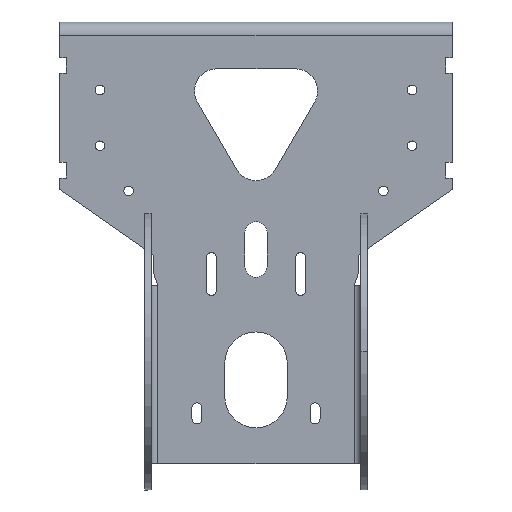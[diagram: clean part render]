
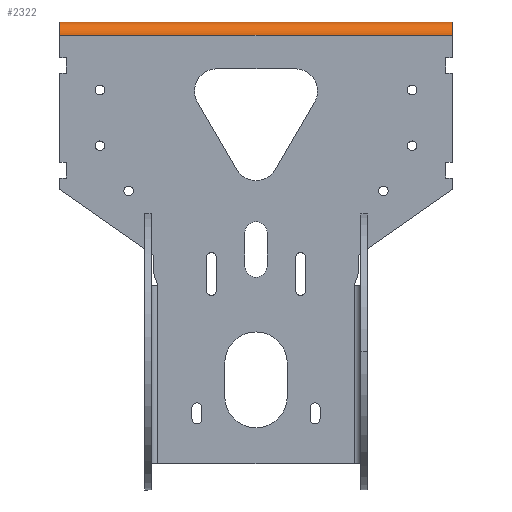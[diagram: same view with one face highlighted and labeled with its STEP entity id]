
A CAD part, top view. The second image highlights one B-rep face of the part: STEP entity #2322.
In plain terms, the highlighted cylindrical face has radius 6 mm (diameter 12 mm), a partial arc.
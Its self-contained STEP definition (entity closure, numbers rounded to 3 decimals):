
#23 = VERTEX_POINT ( 'NONE', #317 ) ;
#317 = CARTESIAN_POINT ( 'NONE',  ( 88., 198., -6. ) ) ;
#666 = CIRCLE ( 'NONE', #6909, 6. ) ;
#866 = DIRECTION ( 'NONE',  ( 1., 0., 0. ) ) ;
#977 = VECTOR ( 'NONE', #5039, 1000. ) ;
#1117 = DIRECTION ( 'NONE',  ( 0., 0., -1. ) ) ;
#1122 = VERTEX_POINT ( 'NONE', #2113 ) ;
#1535 = DIRECTION ( 'NONE',  ( 0., 1., 0. ) ) ;
#1627 = CARTESIAN_POINT ( 'NONE',  ( 88., 192., -6. ) ) ;
#1642 = DIRECTION ( 'NONE',  ( -1., 0., 0. ) ) ;
#1816 = CARTESIAN_POINT ( 'NONE',  ( -88., 192., 0. ) ) ;
#2113 = CARTESIAN_POINT ( 'NONE',  ( -88., 198., -6. ) ) ;
#2150 = ORIENTED_EDGE ( 'NONE', *, *, #6779, .F. ) ;
#2293 = VECTOR ( 'NONE', #1642, 1000. ) ;
#2322 = ADVANCED_FACE ( 'NONE', ( #7317 ), #4126, .T. ) ;
#2465 = AXIS2_PLACEMENT_3D ( 'NONE', #7265, #7737, #4652 ) ;
#2621 = LINE ( 'NONE', #4501, #977 ) ;
#2797 = LINE ( 'NONE', #6668, #2293 ) ;
#3662 = DIRECTION ( 'NONE',  ( -1., 0., 0. ) ) ;
#3832 = VERTEX_POINT ( 'NONE', #7734 ) ;
#4027 = EDGE_LOOP ( 'NONE', ( #7488, #2150, #8091, #4226 ) ) ;
#4077 = AXIS2_PLACEMENT_3D ( 'NONE', #1627, #866, #1535 ) ;
#4126 = CYLINDRICAL_SURFACE ( 'NONE', #4077, 6. ) ;
#4226 = ORIENTED_EDGE ( 'NONE', *, *, #7674, .F. ) ;
#4289 = CARTESIAN_POINT ( 'NONE',  ( -88., 192., -6. ) ) ;
#4501 = CARTESIAN_POINT ( 'NONE',  ( -88., 192., 0. ) ) ;
#4652 = DIRECTION ( 'NONE',  ( 0., 0., -1. ) ) ;
#4659 = EDGE_CURVE ( 'NONE', #23, #1122, #2797, .T. ) ;
#4952 = EDGE_CURVE ( 'NONE', #5352, #3832, #2621, .T. ) ;
#4979 = CIRCLE ( 'NONE', #2465, 6. ) ;
#5039 = DIRECTION ( 'NONE',  ( 1., 0., 0. ) ) ;
#5352 = VERTEX_POINT ( 'NONE', #1816 ) ;
#6668 = CARTESIAN_POINT ( 'NONE',  ( -88., 198., -6. ) ) ;
#6779 = EDGE_CURVE ( 'NONE', #23, #3832, #4979, .T. ) ;
#6909 = AXIS2_PLACEMENT_3D ( 'NONE', #4289, #3662, #1117 ) ;
#7265 = CARTESIAN_POINT ( 'NONE',  ( 88., 192., -6. ) ) ;
#7317 = FACE_OUTER_BOUND ( 'NONE', #4027, .T. ) ;
#7488 = ORIENTED_EDGE ( 'NONE', *, *, #4952, .T. ) ;
#7674 = EDGE_CURVE ( 'NONE', #5352, #1122, #666, .T. ) ;
#7734 = CARTESIAN_POINT ( 'NONE',  ( 88., 192., 0. ) ) ;
#7737 = DIRECTION ( 'NONE',  ( 1., 0., 0. ) ) ;
#8091 = ORIENTED_EDGE ( 'NONE', *, *, #4659, .T. ) ;
